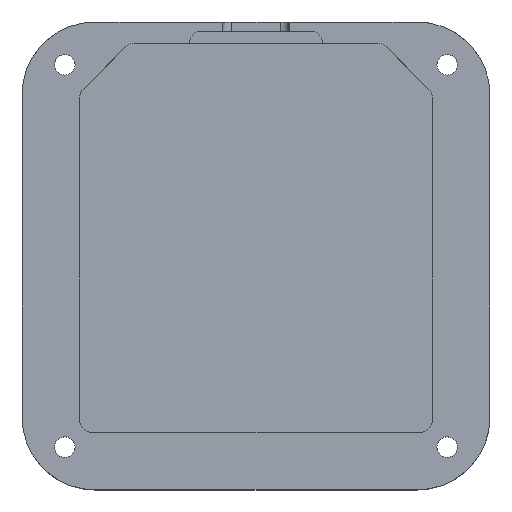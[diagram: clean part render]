
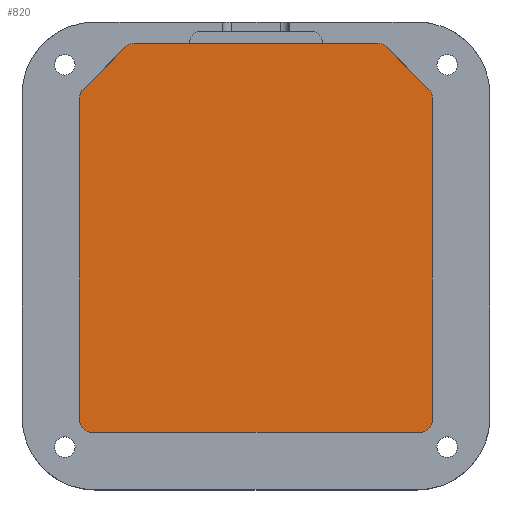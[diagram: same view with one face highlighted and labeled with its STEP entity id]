
A CAD part, top view. The second image highlights one B-rep face of the part: STEP entity #820.
In plain terms, the highlighted planar face has unit normal (0, 0, 1).
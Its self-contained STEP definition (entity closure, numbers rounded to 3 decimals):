
#40=PLANE('',#904);
#68=FACE_OUTER_BOUND('',#118,.T.);
#118=EDGE_LOOP('',(#621,#622,#623,#624,#625,#626,#627,#628,#629,#630,#631,
#632));
#190=LINE('',#1331,#262);
#194=LINE('',#1341,#266);
#198=LINE('',#1351,#270);
#199=LINE('',#1355,#271);
#200=LINE('',#1357,#272);
#201=LINE('',#1361,#273);
#262=VECTOR('',#1054,10.);
#266=VECTOR('',#1064,10.);
#270=VECTOR('',#1074,10.);
#271=VECTOR('',#1079,10.);
#272=VECTOR('',#1080,10.);
#273=VECTOR('',#1083,10.);
#327=CIRCLE('',#900,2.);
#328=CIRCLE('',#903,2.);
#329=CIRCLE('',#905,2.);
#330=CIRCLE('',#906,2.);
#331=CIRCLE('',#907,2.);
#332=CIRCLE('',#908,2.);
#389=VERTEX_POINT('',#1328);
#390=VERTEX_POINT('',#1330);
#391=VERTEX_POINT('',#1334);
#392=VERTEX_POINT('',#1335);
#393=VERTEX_POINT('',#1340);
#394=VERTEX_POINT('',#1344);
#395=VERTEX_POINT('',#1345);
#396=VERTEX_POINT('',#1350);
#397=VERTEX_POINT('',#1353);
#398=VERTEX_POINT('',#1356);
#399=VERTEX_POINT('',#1358);
#400=VERTEX_POINT('',#1360);
#476=EDGE_CURVE('',#390,#389,#190,.T.);
#478=EDGE_CURVE('',#391,#392,#327,.T.);
#481=EDGE_CURVE('',#393,#391,#194,.T.);
#483=EDGE_CURVE('',#394,#395,#328,.T.);
#486=EDGE_CURVE('',#392,#396,#198,.T.);
#487=EDGE_CURVE('',#396,#390,#329,.T.);
#488=EDGE_CURVE('',#389,#397,#330,.T.);
#489=EDGE_CURVE('',#397,#394,#199,.T.);
#490=EDGE_CURVE('',#395,#398,#200,.T.);
#491=EDGE_CURVE('',#398,#399,#331,.T.);
#492=EDGE_CURVE('',#399,#400,#201,.T.);
#493=EDGE_CURVE('',#400,#393,#332,.T.);
#621=ORIENTED_EDGE('',*,*,#478,.T.);
#622=ORIENTED_EDGE('',*,*,#486,.T.);
#623=ORIENTED_EDGE('',*,*,#487,.T.);
#624=ORIENTED_EDGE('',*,*,#476,.T.);
#625=ORIENTED_EDGE('',*,*,#488,.T.);
#626=ORIENTED_EDGE('',*,*,#489,.T.);
#627=ORIENTED_EDGE('',*,*,#483,.T.);
#628=ORIENTED_EDGE('',*,*,#490,.T.);
#629=ORIENTED_EDGE('',*,*,#491,.T.);
#630=ORIENTED_EDGE('',*,*,#492,.T.);
#631=ORIENTED_EDGE('',*,*,#493,.T.);
#632=ORIENTED_EDGE('',*,*,#481,.T.);
#820=ADVANCED_FACE('',(#68),#40,.T.);
#900=AXIS2_PLACEMENT_3D('',#1336,#1058,#1059);
#903=AXIS2_PLACEMENT_3D('',#1346,#1068,#1069);
#904=AXIS2_PLACEMENT_3D('',#1349,#1072,#1073);
#905=AXIS2_PLACEMENT_3D('',#1352,#1075,#1076);
#906=AXIS2_PLACEMENT_3D('',#1354,#1077,#1078);
#907=AXIS2_PLACEMENT_3D('',#1359,#1081,#1082);
#908=AXIS2_PLACEMENT_3D('',#1362,#1084,#1085);
#1054=DIRECTION('',(-1.,0.,0.));
#1058=DIRECTION('center_axis',(0.,0.,1.));
#1059=DIRECTION('ref_axis',(0.924,0.383,0.));
#1064=DIRECTION('',(0.,1.,0.));
#1068=DIRECTION('center_axis',(0.,0.,1.));
#1069=DIRECTION('ref_axis',(-0.924,0.383,0.));
#1072=DIRECTION('center_axis',(0.,0.,1.));
#1073=DIRECTION('ref_axis',(1.,0.,0.));
#1074=DIRECTION('',(-0.707,0.707,0.));
#1075=DIRECTION('center_axis',(0.,0.,1.));
#1076=DIRECTION('ref_axis',(0.383,0.924,0.));
#1077=DIRECTION('center_axis',(0.,0.,1.));
#1078=DIRECTION('ref_axis',(-0.383,0.924,0.));
#1079=DIRECTION('',(-0.707,-0.707,0.));
#1080=DIRECTION('',(0.,-1.,0.));
#1081=DIRECTION('center_axis',(0.,0.,1.));
#1082=DIRECTION('ref_axis',(-0.707,-0.707,0.));
#1083=DIRECTION('',(1.,0.,0.));
#1084=DIRECTION('center_axis',(0.,0.,1.));
#1085=DIRECTION('ref_axis',(0.707,-0.707,0.));
#1328=CARTESIAN_POINT('',(-20.075,35.075,-11.));
#1330=CARTESIAN_POINT('',(20.075,35.075,-11.));
#1331=CARTESIAN_POINT('',(-10.452,35.075,-11.));
#1334=CARTESIAN_POINT('',(29.075,26.075,-11.));
#1335=CARTESIAN_POINT('',(28.489,27.489,-11.));
#1336=CARTESIAN_POINT('Origin',(27.075,26.075,-11.));
#1340=CARTESIAN_POINT('',(29.075,-27.075,-11.));
#1341=CARTESIAN_POINT('',(29.075,-13.288,-11.));
#1344=CARTESIAN_POINT('',(-28.489,27.489,-11.));
#1345=CARTESIAN_POINT('',(-29.075,26.075,-11.));
#1346=CARTESIAN_POINT('Origin',(-27.075,26.075,-11.));
#1349=CARTESIAN_POINT('Origin',(0.,0.,
-11.));
#1350=CARTESIAN_POINT('',(21.489,34.489,-11.));
#1351=CARTESIAN_POINT('',(24.446,31.532,-11.));
#1352=CARTESIAN_POINT('Origin',(20.075,33.075,-11.));
#1353=CARTESIAN_POINT('',(-21.489,34.489,-11.));
#1354=CARTESIAN_POINT('Origin',(-20.075,33.075,-11.));
#1355=CARTESIAN_POINT('',(-27.989,27.989,-11.));
#1356=CARTESIAN_POINT('',(-29.075,-27.075,-11.));
#1357=CARTESIAN_POINT('',(-29.075,13.288,-11.));
#1358=CARTESIAN_POINT('',(-27.075,-29.075,-11.));
#1359=CARTESIAN_POINT('Origin',(-27.075,-27.075,-11.));
#1360=CARTESIAN_POINT('',(27.075,-29.075,-11.));
#1361=CARTESIAN_POINT('',(-13.288,-29.075,-11.));
#1362=CARTESIAN_POINT('Origin',(27.075,-27.075,-11.));
